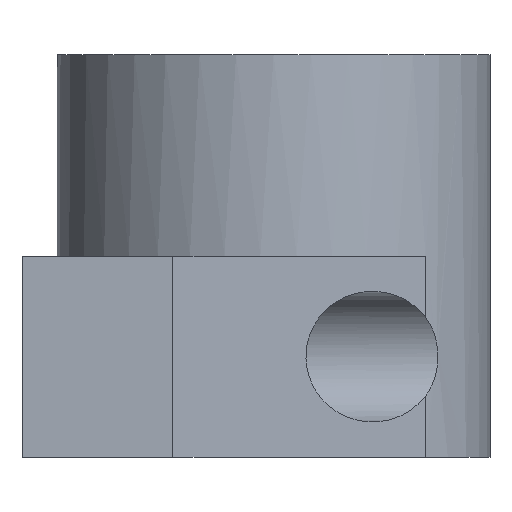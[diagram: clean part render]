
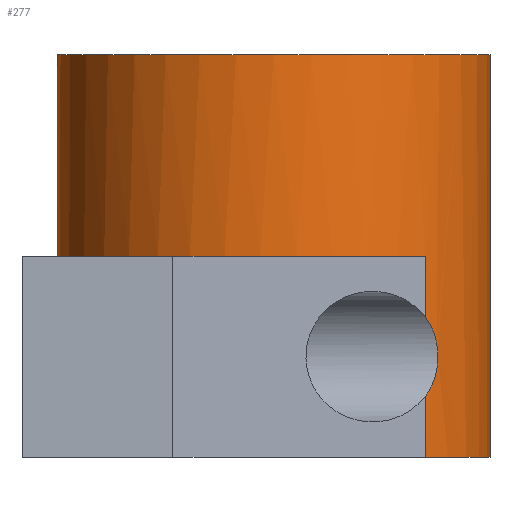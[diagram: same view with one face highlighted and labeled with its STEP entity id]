
A CAD part, front view. The second image highlights one B-rep face of the part: STEP entity #277.
In plain terms, the highlighted cylindrical face has radius 21.5 mm (diameter 43 mm), a full revolution.
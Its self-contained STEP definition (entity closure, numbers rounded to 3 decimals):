
#33=FACE_OUTER_BOUND('',#50,.T.);
#50=EDGE_LOOP('',(#206,#207,#208,#209,#210,#211,#212,#213,#214,#215,#216,
#217,#218));
#63=B_SPLINE_CURVE_WITH_KNOTS('',3,(#420,#421,#422,#423,#424,#425,#426,
#427,#428,#429,#430,#431,#432,#433),.UNSPECIFIED.,.F.,.F.,(4,2,2,2,2,2,
4),(-2.54,-2.378,-2.247,-2.117,
-1.986,-1.856,-1.694),.UNSPECIFIED.);
#64=B_SPLINE_CURVE_WITH_KNOTS('',3,(#444,#445,#446,#447,#448,#449,#450,
#451),.UNSPECIFIED.,.F.,.F.,(4,2,2,4),(-2.54,-2.378,
-2.247,-2.117),.UNSPECIFIED.);
#65=B_SPLINE_CURVE_WITH_KNOTS('',3,(#454,#455,#456,#457,#458,#459,#460,
#461),.UNSPECIFIED.,.F.,.F.,(4,2,2,4),(-2.117,-1.986,
-1.856,-1.694),.UNSPECIFIED.);
#71=LINE('',#469,#94);
#72=LINE('',#472,#95);
#73=LINE('',#474,#96);
#74=LINE('',#477,#97);
#75=LINE('',#479,#98);
#94=VECTOR('',#360,21.5);
#95=VECTOR('',#363,10.);
#96=VECTOR('',#364,10.);
#97=VECTOR('',#367,10.);
#98=VECTOR('',#368,10.);
#119=CIRCLE('',#314,21.5);
#120=CIRCLE('',#315,21.5);
#121=CIRCLE('',#316,21.5);
#122=CIRCLE('',#317,21.5);
#127=VERTEX_POINT('',#417);
#128=VERTEX_POINT('',#419);
#131=VERTEX_POINT('',#441);
#132=VERTEX_POINT('',#443);
#133=VERTEX_POINT('',#452);
#135=VERTEX_POINT('',#466);
#136=VERTEX_POINT('',#468);
#137=VERTEX_POINT('',#470);
#138=VERTEX_POINT('',#473);
#139=VERTEX_POINT('',#475);
#140=VERTEX_POINT('',#478);
#154=EDGE_CURVE('',#128,#127,#63,.T.);
#159=EDGE_CURVE('',#132,#131,#64,.T.);
#161=EDGE_CURVE('',#131,#133,#65,.T.);
#163=EDGE_CURVE('',#135,#135,#119,.T.);
#164=EDGE_CURVE('',#135,#136,#71,.T.);
#165=EDGE_CURVE('',#136,#137,#120,.T.);
#166=EDGE_CURVE('',#137,#132,#72,.T.);
#167=EDGE_CURVE('',#133,#138,#73,.T.);
#168=EDGE_CURVE('',#139,#138,#121,.T.);
#169=EDGE_CURVE('',#128,#139,#74,.T.);
#170=EDGE_CURVE('',#140,#127,#75,.T.);
#171=EDGE_CURVE('',#140,#136,#122,.T.);
#206=ORIENTED_EDGE('',*,*,#163,.F.);
#207=ORIENTED_EDGE('',*,*,#164,.T.);
#208=ORIENTED_EDGE('',*,*,#165,.T.);
#209=ORIENTED_EDGE('',*,*,#166,.T.);
#210=ORIENTED_EDGE('',*,*,#159,.T.);
#211=ORIENTED_EDGE('',*,*,#161,.T.);
#212=ORIENTED_EDGE('',*,*,#167,.T.);
#213=ORIENTED_EDGE('',*,*,#168,.F.);
#214=ORIENTED_EDGE('',*,*,#169,.F.);
#215=ORIENTED_EDGE('',*,*,#154,.T.);
#216=ORIENTED_EDGE('',*,*,#170,.F.);
#217=ORIENTED_EDGE('',*,*,#171,.T.);
#218=ORIENTED_EDGE('',*,*,#164,.F.);
#270=CYLINDRICAL_SURFACE('',#313,21.5);
#277=ADVANCED_FACE('',(#33),#270,.T.);
#313=AXIS2_PLACEMENT_3D('',#465,#356,#357);
#314=AXIS2_PLACEMENT_3D('',#467,#358,#359);
#315=AXIS2_PLACEMENT_3D('',#471,#361,#362);
#316=AXIS2_PLACEMENT_3D('',#476,#365,#366);
#317=AXIS2_PLACEMENT_3D('',#480,#369,#370);
#356=DIRECTION('center_axis',(0.,0.,1.));
#357=DIRECTION('ref_axis',(1.,0.,0.));
#358=DIRECTION('center_axis',(0.,0.,1.));
#359=DIRECTION('ref_axis',(1.,0.,0.));
#360=DIRECTION('',(0.,0.,-1.));
#361=DIRECTION('center_axis',(0.,0.,1.));
#362=DIRECTION('ref_axis',(1.,0.,0.));
#363=DIRECTION('',(0.,0.,-1.));
#364=DIRECTION('',(0.,0.,-1.));
#365=DIRECTION('center_axis',(0.,0.,-1.));
#366=DIRECTION('ref_axis',(1.,0.,0.));
#367=DIRECTION('',(0.,0.,-1.));
#368=DIRECTION('',(0.,0.,-1.));
#369=DIRECTION('center_axis',(0.,0.,1.));
#370=DIRECTION('ref_axis',(1.,0.,0.));
#417=CARTESIAN_POINT('',(15.079,15.326,-6.066));
#419=CARTESIAN_POINT('',(15.079,15.326,-13.934));
#420=CARTESIAN_POINT('Ctrl Pts',(15.079,15.326,-13.934));
#421=CARTESIAN_POINT('Ctrl Pts',(15.385,15.025,-13.539));
#422=CARTESIAN_POINT('Ctrl Pts',(15.64,14.755,-13.083));
#423=CARTESIAN_POINT('Ctrl Pts',(15.979,14.387,-12.247));
#424=CARTESIAN_POINT('Ctrl Pts',(16.108,14.241,-11.812));
#425=CARTESIAN_POINT('Ctrl Pts',(16.277,14.047,-10.907));
#426=CARTESIAN_POINT('Ctrl Pts',(16.317,14.,-10.435));
#427=CARTESIAN_POINT('Ctrl Pts',(16.317,14.,-9.565));
#428=CARTESIAN_POINT('Ctrl Pts',(16.277,14.047,-9.093));
#429=CARTESIAN_POINT('Ctrl Pts',(16.108,14.241,-8.188));
#430=CARTESIAN_POINT('Ctrl Pts',(15.979,14.387,-7.753));
#431=CARTESIAN_POINT('Ctrl Pts',(15.64,14.755,-6.917));
#432=CARTESIAN_POINT('Ctrl Pts',(15.385,15.025,-6.461));
#433=CARTESIAN_POINT('Ctrl Pts',(15.079,15.326,-6.066));
#441=CARTESIAN_POINT('',(16.317,-14.,-10.));
#443=CARTESIAN_POINT('',(15.079,-15.326,-6.066));
#444=CARTESIAN_POINT('Ctrl Pts',(15.079,-15.326,-6.066));
#445=CARTESIAN_POINT('Ctrl Pts',(15.385,-15.025,-6.461));
#446=CARTESIAN_POINT('Ctrl Pts',(15.64,-14.755,-6.917));
#447=CARTESIAN_POINT('Ctrl Pts',(15.979,-14.387,-7.753));
#448=CARTESIAN_POINT('Ctrl Pts',(16.108,-14.241,-8.188));
#449=CARTESIAN_POINT('Ctrl Pts',(16.277,-14.047,-9.093));
#450=CARTESIAN_POINT('Ctrl Pts',(16.317,-14.,-9.565));
#451=CARTESIAN_POINT('Ctrl Pts',(16.317,-14.,-10.));
#452=CARTESIAN_POINT('',(15.079,-15.326,-13.934));
#454=CARTESIAN_POINT('Ctrl Pts',(16.317,-14.,-10.));
#455=CARTESIAN_POINT('Ctrl Pts',(16.317,-14.,-10.435));
#456=CARTESIAN_POINT('Ctrl Pts',(16.277,-14.047,-10.907));
#457=CARTESIAN_POINT('Ctrl Pts',(16.108,-14.241,-11.812));
#458=CARTESIAN_POINT('Ctrl Pts',(15.979,-14.387,-12.247));
#459=CARTESIAN_POINT('Ctrl Pts',(15.64,-14.755,-13.083));
#460=CARTESIAN_POINT('Ctrl Pts',(15.385,-15.025,-13.539));
#461=CARTESIAN_POINT('Ctrl Pts',(15.079,-15.326,-13.934));
#465=CARTESIAN_POINT('Origin',(0.,0.,0.));
#466=CARTESIAN_POINT('',(-21.5,0.,20.));
#467=CARTESIAN_POINT('Origin',(0.,0.,20.));
#468=CARTESIAN_POINT('',(-21.5,0.,0.));
#469=CARTESIAN_POINT('',(-21.5,0.,0.));
#470=CARTESIAN_POINT('',(15.079,-15.326,0.));
#471=CARTESIAN_POINT('Origin',(0.,0.,0.));
#472=CARTESIAN_POINT('',(15.079,-15.326,0.));
#473=CARTESIAN_POINT('',(15.079,-15.326,-20.));
#474=CARTESIAN_POINT('',(15.079,-15.326,0.));
#475=CARTESIAN_POINT('',(15.079,15.326,-20.));
#476=CARTESIAN_POINT('Origin',(0.,0.,-20.));
#477=CARTESIAN_POINT('',(15.079,15.326,0.));
#478=CARTESIAN_POINT('',(15.079,15.326,0.));
#479=CARTESIAN_POINT('',(15.079,15.326,0.));
#480=CARTESIAN_POINT('Origin',(0.,0.,0.));
